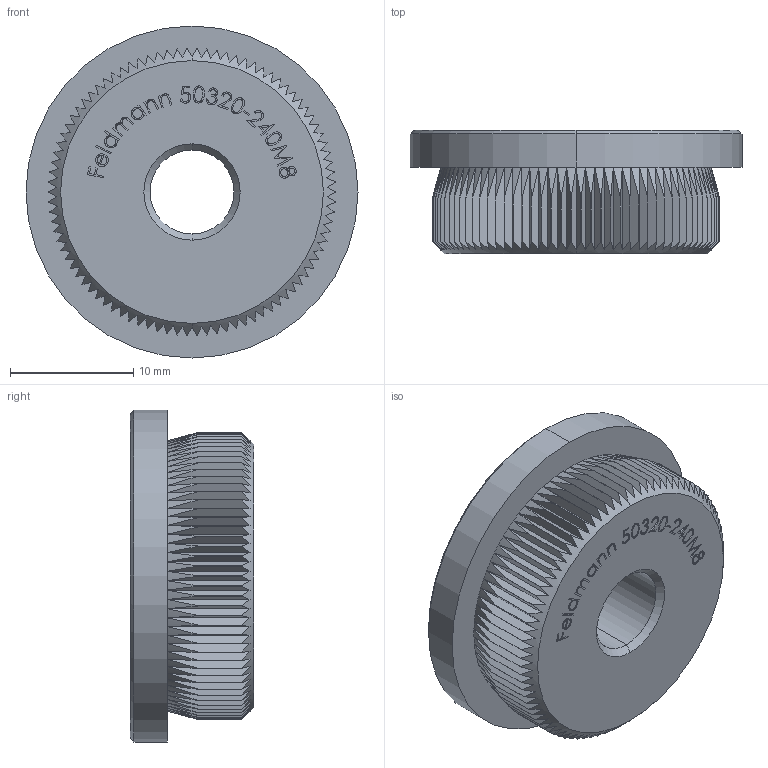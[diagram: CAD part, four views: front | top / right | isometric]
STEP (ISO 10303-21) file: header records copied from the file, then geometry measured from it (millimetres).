
FILE_DESCRIPTION (( 'STEP AP203' ), '1' );
FILE_NAME ('50320-240M8.step', '2018-10-25T11:53:40', ( '' ), ( '' ), 'SwSTEP 2.0', 'SolidWorks 2015', '' );
FILE_SCHEMA (( 'CONFIG_CONTROL_DESIGN' ));
Length unit declared in the file: millimetre
Products named in the file (1): 50320-240M8
Bounding box: 26.9 x 10 x 26.9 mm (x, y, z)
Volume: 4093.6 mm3; surface area: 2383.6 mm2
Topology: 1 solids, 1 shells, 634 faces, 1621 edges, 1018 vertices
Faces by surface type: plane 316, bspline 126, cone 98, cylinder 94
Entity records: 26556 total; most frequent: CARTESIAN_POINT 12544, ORIENTED_EDGE 3242, DIRECTION 2313, EDGE_CURVE 1621, VERTEX_POINT 1018, AXIS2_PLACEMENT_3D 795, VECTOR 723, LINE 723
